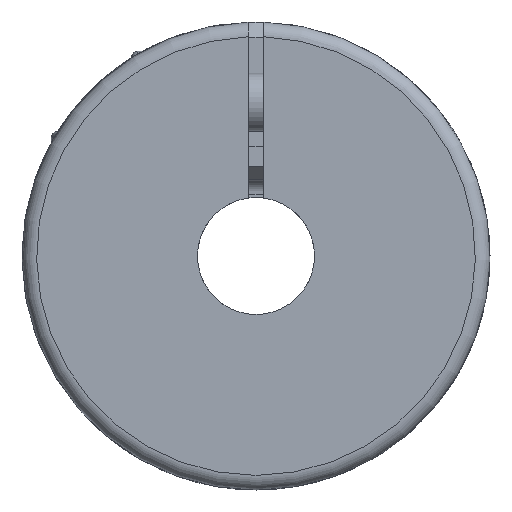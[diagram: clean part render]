
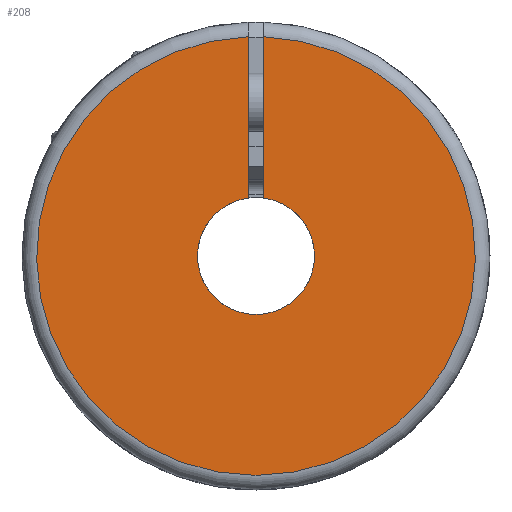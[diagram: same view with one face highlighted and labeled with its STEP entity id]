
A CAD part, left-side view. The second image highlights one B-rep face of the part: STEP entity #208.
In plain terms, the highlighted planar face has unit normal (-1, 0, 0).
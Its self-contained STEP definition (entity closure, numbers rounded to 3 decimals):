
#208 = ADVANCED_FACE( '', ( #536 ), #537, .T. );
#536 = FACE_OUTER_BOUND( '', #1015, .T. );
#537 = PLANE( '', #1016 );
#1015 = EDGE_LOOP( '', ( #1607, #1608, #1609, #1610 ) );
#1016 = AXIS2_PLACEMENT_3D( '', #1611, #1612, #1613 );
#1607 = ORIENTED_EDGE( '', *, *, #2798, .F. );
#1608 = ORIENTED_EDGE( '', *, *, #2799, .T. );
#1609 = ORIENTED_EDGE( '', *, *, #2800, .F. );
#1610 = ORIENTED_EDGE( '', *, *, #2790, .F. );
#1611 = CARTESIAN_POINT( '', ( -15., 15., 0. ) );
#1612 = DIRECTION( '', ( -1., 0., 0. ) );
#1613 = DIRECTION( '', ( 0., 0., 1. ) );
#2790 = EDGE_CURVE( '', #3370, #3366, #3372, .T. );
#2798 = EDGE_CURVE( '', #3382, #3370, #3383, .T. );
#2799 = EDGE_CURVE( '', #3382, #3384, #3385, .F. );
#2800 = EDGE_CURVE( '', #3366, #3384, #3386, .T. );
#3366 = VERTEX_POINT( '', #4195 );
#3370 = VERTEX_POINT( '', #4206 );
#3372 = CIRCLE( '', #4215, 15. );
#3382 = VERTEX_POINT( '', #4228 );
#3383 = LINE( '', #4229, #4230 );
#3384 = VERTEX_POINT( '', #4231 );
#3385 = CIRCLE( '', #4232, 4. );
#3386 = LINE( '', #4233, #4234 );
#4195 = CARTESIAN_POINT( '', ( -15., 0.5, 14.992 ) );
#4206 = CARTESIAN_POINT( '', ( -15., -0.5, 14.992 ) );
#4215 = AXIS2_PLACEMENT_3D( '', #5464, #5465, #5466 );
#4228 = CARTESIAN_POINT( '', ( -15., -0.5, 3.969 ) );
#4229 = CARTESIAN_POINT( '', ( -15., -0.5, 0. ) );
#4230 = VECTOR( '', #5476, 1000. );
#4231 = CARTESIAN_POINT( '', ( -15., 0.5, 3.969 ) );
#4232 = AXIS2_PLACEMENT_3D( '', #5477, #5478, #5479 );
#4233 = CARTESIAN_POINT( '', ( -15., 0.5, 0. ) );
#4234 = VECTOR( '', #5480, 1000. );
#5464 = CARTESIAN_POINT( '', ( -15., 0., 0. ) );
#5465 = DIRECTION( '', ( 1., 0., 0. ) );
#5466 = DIRECTION( '', ( 0., 1., 0. ) );
#5476 = DIRECTION( '', ( 0., 0., 1. ) );
#5477 = CARTESIAN_POINT( '', ( -15., 0., 0. ) );
#5478 = DIRECTION( '', ( -1., 0., 0. ) );
#5479 = DIRECTION( '', ( 0., 0., 1. ) );
#5480 = DIRECTION( '', ( 0., 0., -1. ) );
